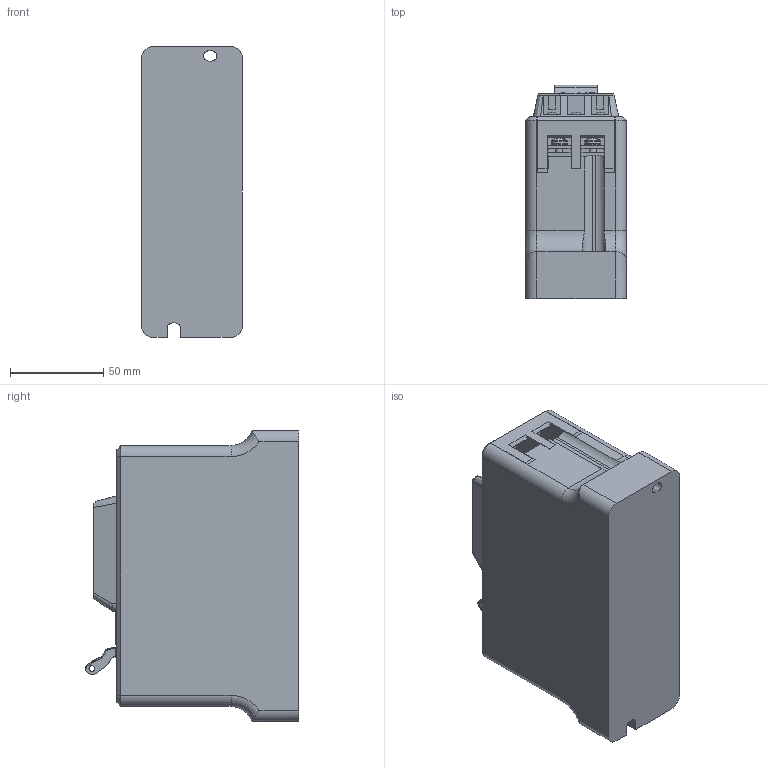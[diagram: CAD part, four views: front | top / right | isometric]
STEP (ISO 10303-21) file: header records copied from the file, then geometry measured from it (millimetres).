
FILE_DESCRIPTION (( 'STEP AP203' ), '1' );
FILE_NAME ('8562_52-5010.STEP', '2015-04-02T08:55:12', ( '' ), ( '' ), 'SwSTEP 2.0', 'SolidWorks 2015', '' );
FILE_SCHEMA (( 'CONFIG_CONTROL_DESIGN' ));
Length unit declared in the file: millimetre
Products named in the file (1): 8562_52-5010
Bounding box: 54 x 114.49 x 156 mm (x, y, z)
Volume: 481112.3 mm3; surface area: 113643.3 mm2
Topology: 17 solids, 21 shells, 1051 faces, 2754 edges, 1783 vertices
Faces by surface type: plane 517, cylinder 266, cone 84, torus 84, bspline 80, sphere 20
Entity records: 36561 total; most frequent: CARTESIAN_POINT 11149, ORIENTED_EDGE 5504, DIRECTION 4941, EDGE_CURVE 2752, VERTEX_POINT 1787, AXIS2_PLACEMENT_3D 1709, VECTOR 1523, LINE 1523
